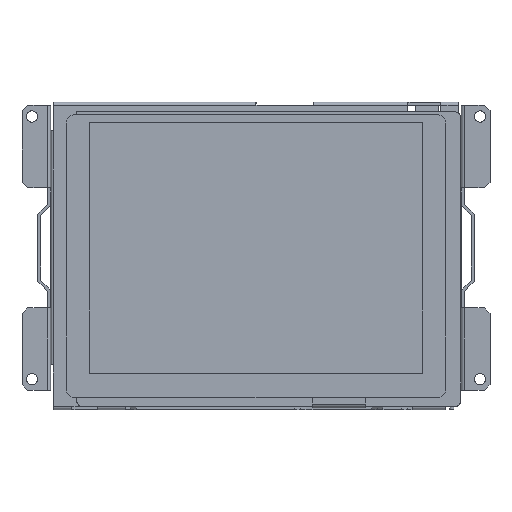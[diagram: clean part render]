
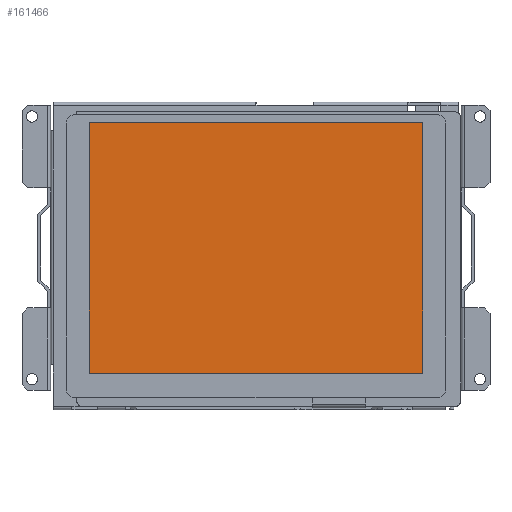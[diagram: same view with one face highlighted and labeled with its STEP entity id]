
A CAD part, top view. The second image highlights one B-rep face of the part: STEP entity #161466.
In plain terms, the highlighted planar face has unit normal (0, 0, 1).
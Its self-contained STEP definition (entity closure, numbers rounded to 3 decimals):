
#7762=PLANE('',#173029);
#15880=FACE_OUTER_BOUND('',#24558,.T.);
#24558=EDGE_LOOP('',(#150970,#150971,#150972,#150973));
#47011=LINE('',#266170,#66500);
#47012=LINE('',#266172,#66501);
#47013=LINE('',#266174,#66502);
#47014=LINE('',#266175,#66503);
#66500=VECTOR('',#215167,10.);
#66501=VECTOR('',#215168,10.);
#66502=VECTOR('',#215169,10.);
#66503=VECTOR('',#215170,10.);
#81732=VERTEX_POINT('',#266168);
#81733=VERTEX_POINT('',#266169);
#81734=VERTEX_POINT('',#266171);
#81735=VERTEX_POINT('',#266173);
#104890=EDGE_CURVE('',#81732,#81733,#47011,.T.);
#104891=EDGE_CURVE('',#81734,#81732,#47012,.T.);
#104892=EDGE_CURVE('',#81735,#81734,#47013,.T.);
#104893=EDGE_CURVE('',#81733,#81735,#47014,.T.);
#150970=ORIENTED_EDGE('',*,*,#104890,.F.);
#150971=ORIENTED_EDGE('',*,*,#104891,.F.);
#150972=ORIENTED_EDGE('',*,*,#104892,.F.);
#150973=ORIENTED_EDGE('',*,*,#104893,.F.);
#161466=ADVANCED_FACE('',(#15880),#7762,.F.);
#173029=AXIS2_PLACEMENT_3D('',#266167,#215165,#215166);
#215165=DIRECTION('center_axis',(0.,0.,-1.));
#215166=DIRECTION('ref_axis',(-1.,0.,0.));
#215167=DIRECTION('',(1.,0.,0.));
#215168=DIRECTION('',(0.,1.,0.));
#215169=DIRECTION('',(-1.,0.,0.));
#215170=DIRECTION('',(0.,-1.,0.));
#266167=CARTESIAN_POINT('Origin',(0.,0.,8.309));
#266168=CARTESIAN_POINT('',(-58.35,43.95,8.309));
#266169=CARTESIAN_POINT('',(58.35,43.95,8.309));
#266170=CARTESIAN_POINT('',(-58.35,43.95,8.309));
#266171=CARTESIAN_POINT('',(-58.35,-43.95,8.309));
#266172=CARTESIAN_POINT('',(-58.35,-43.95,8.309));
#266173=CARTESIAN_POINT('',(58.35,-43.95,8.309));
#266174=CARTESIAN_POINT('',(58.35,-43.95,8.309));
#266175=CARTESIAN_POINT('',(58.35,43.95,8.309));
